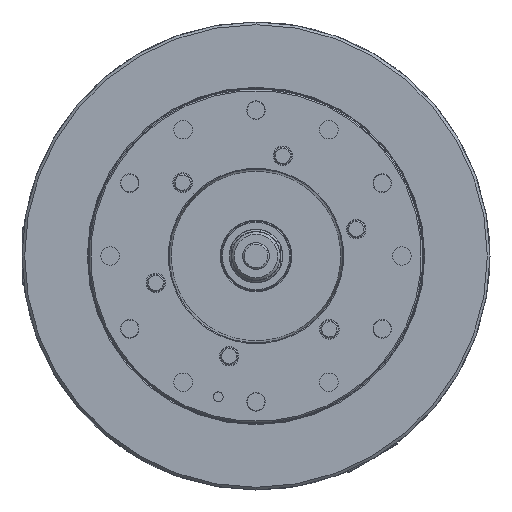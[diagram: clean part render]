
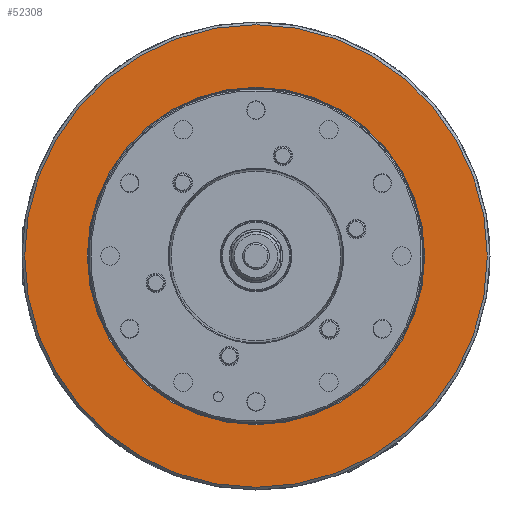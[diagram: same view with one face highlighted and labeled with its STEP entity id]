
A CAD part, left-side view. The second image highlights one B-rep face of the part: STEP entity #52308.
In plain terms, the highlighted planar face has unit normal (-1, 0, 0).
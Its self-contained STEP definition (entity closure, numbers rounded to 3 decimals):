
#2387 = AXIS2_PLACEMENT_3D ( 'NONE', #43205, #15062, #47911 ) ;
#3355 = VERTEX_POINT ( 'NONE', #11449 ) ;
#4239 = AXIS2_PLACEMENT_3D ( 'NONE', #11545, #44442, #16276 ) ;
#5105 = FACE_BOUND ( 'NONE', #40167, .T. ) ;
#6251 = CARTESIAN_POINT ( 'NONE',  ( 0., 0., 0. ) ) ;
#6443 = CARTESIAN_POINT ( 'NONE',  ( 0., 0., 0. ) ) ;
#6640 = EDGE_CURVE ( 'NONE', #3355, #35693, #23199, .T. ) ;
#10993 = DIRECTION ( 'NONE',  ( 0., 0., 1. ) ) ;
#11187 = DIRECTION ( 'NONE',  ( 0., 0., 1. ) ) ;
#11449 = CARTESIAN_POINT ( 'NONE',  ( 0., 0., -191. ) ) ;
#11545 = CARTESIAN_POINT ( 'NONE',  ( 0., 0., 0. ) ) ;
#13080 = DIRECTION ( 'NONE',  ( 1., 0., 0. ) ) ;
#13674 = ORIENTED_EDGE ( 'NONE', *, *, #44540, .T. ) ;
#13690 = CIRCLE ( 'NONE', #14116, 262. ) ;
#14116 = AXIS2_PLACEMENT_3D ( 'NONE', #6443, #39367, #11187 ) ;
#14838 = CARTESIAN_POINT ( 'NONE',  ( 0., 0., -262. ) ) ;
#15062 = DIRECTION ( 'NONE',  ( -1., 0., 0. ) ) ;
#16276 = DIRECTION ( 'NONE',  ( 0., 0., 1. ) ) ;
#16604 = PLANE ( 'NONE',  #52638 ) ;
#16739 = EDGE_CURVE ( 'NONE', #35693, #3355, #18763, .T. ) ;
#17377 = CIRCLE ( 'NONE', #25211, 262. ) ;
#18740 = VERTEX_POINT ( 'NONE', #14838 ) ;
#18763 = CIRCLE ( 'NONE', #4239, 191. ) ;
#23199 = CIRCLE ( 'NONE', #2387, 191. ) ;
#25211 = AXIS2_PLACEMENT_3D ( 'NONE', #6251, #39151, #10993 ) ;
#29913 = ORIENTED_EDGE ( 'NONE', *, *, #16739, .F. ) ;
#31772 = CARTESIAN_POINT ( 'NONE',  ( 0., 262., 0. ) ) ;
#32753 = CARTESIAN_POINT ( 'NONE',  ( 0., 0., 191. ) ) ;
#35376 = CARTESIAN_POINT ( 'NONE',  ( 0., 0., 262. ) ) ;
#35693 = VERTEX_POINT ( 'NONE', #32753 ) ;
#35958 = ORIENTED_EDGE ( 'NONE', *, *, #37130, .T. ) ;
#37130 = EDGE_CURVE ( 'NONE', #18740, #41640, #17377, .T. ) ;
#39151 = DIRECTION ( 'NONE',  ( -1., 0., 0. ) ) ;
#39367 = DIRECTION ( 'NONE',  ( -1., 0., 0. ) ) ;
#40167 = EDGE_LOOP ( 'NONE', ( #29913, #40718 ) ) ;
#40718 = ORIENTED_EDGE ( 'NONE', *, *, #6640, .F. ) ;
#41640 = VERTEX_POINT ( 'NONE', #35376 ) ;
#43205 = CARTESIAN_POINT ( 'NONE',  ( 0., 0., 0. ) ) ;
#44134 = FACE_OUTER_BOUND ( 'NONE', #45825, .T. ) ;
#44442 = DIRECTION ( 'NONE',  ( -1., 0., 0. ) ) ;
#44540 = EDGE_CURVE ( 'NONE', #41640, #18740, #13690, .T. ) ;
#45825 = EDGE_LOOP ( 'NONE', ( #35958, #13674 ) ) ;
#45936 = DIRECTION ( 'NONE',  ( 0., 0., -1. ) ) ;
#47911 = DIRECTION ( 'NONE',  ( 0., 0., 1. ) ) ;
#52308 = ADVANCED_FACE ( 'NONE', ( #5105, #44134 ), #16604, .F. ) ;
#52638 = AXIS2_PLACEMENT_3D ( 'NONE', #31772, #13080, #45936 ) ;
